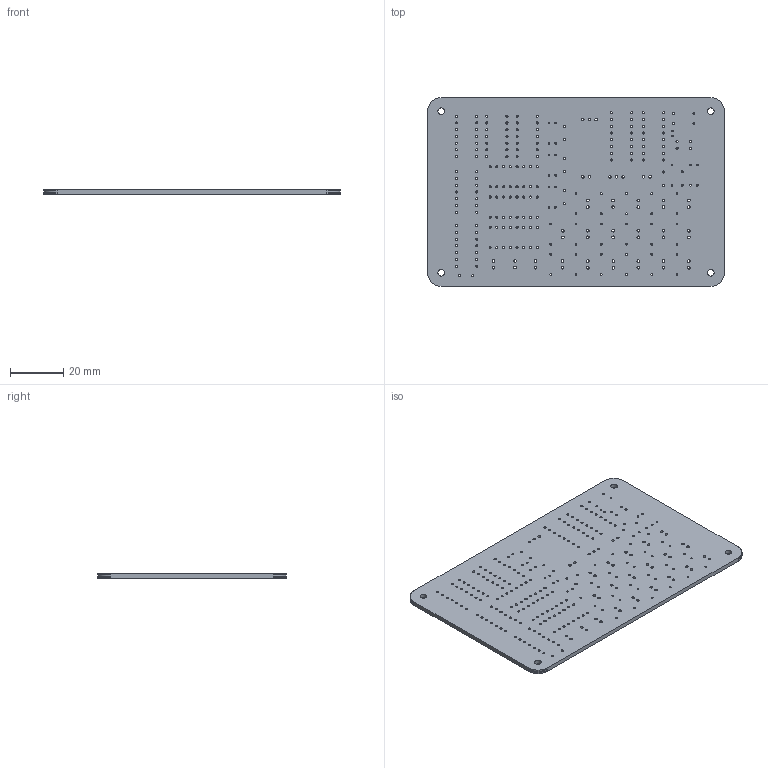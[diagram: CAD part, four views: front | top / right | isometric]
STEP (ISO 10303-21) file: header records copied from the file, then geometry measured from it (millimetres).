
FILE_DESCRIPTION(('KiCad electronic assembly'),'2;1');
FILE_NAME('binary_clock.step','2023-04-19T00:32:28',('Pcbnew'),('Kicad') ,'Open CASCADE STEP processor 7.6','KiCad to STEP converter','Unknown' );
FILE_SCHEMA(('AUTOMOTIVE_DESIGN { 1 0 10303 214 1 1 1 1 }'));
Length unit declared in the file: millimetre
Products named in the file (2): binary_clock 1; PCB
Assembly tree (1 placements, depth 2):
  binary_clock 1
    PCB
Bounding box: 111.76 x 71.12 x 1.6 mm (x, y, z)
Volume: 12420.4 mm3; surface area: 17267.4 mm2
Topology: 1 solids, 1 shells, 356 faces, 1062 edges, 708 vertices
Faces by surface type: cylinder 278, plane 78
Full cylindrical faces by diameter (mm): 0.5 x2, 0.7 x56, 0.8 x166, 0.95 x3, 1 x47, 2.5 x4
Entity records: 28895 total; most frequent: CARTESIAN_POINT 7588, DIRECTION 3902, ORIENTED_EDGE 2124, PCURVE 2124, DEFINITIONAL_REPRESENTATION 2124, LINE 2074, VECTOR 2074, EDGE_CURVE 1062
